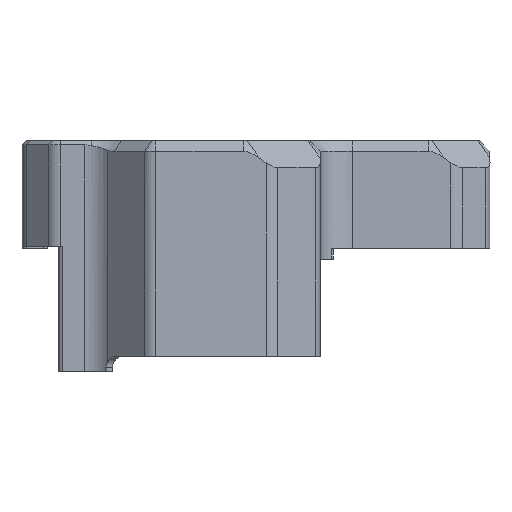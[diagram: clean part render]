
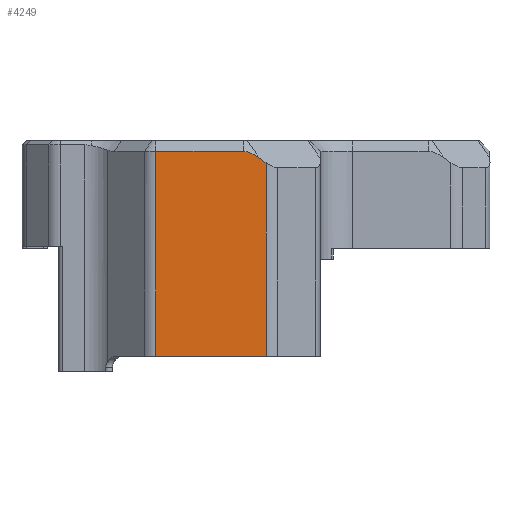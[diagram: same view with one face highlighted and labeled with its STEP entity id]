
A CAD part, front view. The second image highlights one B-rep face of the part: STEP entity #4249.
In plain terms, the highlighted planar face has unit normal (0, -1, 0).
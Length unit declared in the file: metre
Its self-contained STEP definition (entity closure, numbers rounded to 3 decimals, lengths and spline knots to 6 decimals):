
#338=B_SPLINE_CURVE_WITH_KNOTS('',3,(#7435,#7436,#7437,#7438),
 .UNSPECIFIED.,.F.,.F.,(4,4),(0.007223,0.00887),
 .UNSPECIFIED.);
#1050=ORIENTED_EDGE('',*,*,#2088,.T.);
#1051=ORIENTED_EDGE('',*,*,#2089,.T.);
#1052=ORIENTED_EDGE('',*,*,#1773,.T.);
#1053=ORIENTED_EDGE('',*,*,#2043,.T.);
#1054=ORIENTED_EDGE('',*,*,#1775,.F.);
#1055=ORIENTED_EDGE('',*,*,#1684,.T.);
#1684=EDGE_CURVE('',#2315,#2314,#2723,.F.);
#1773=EDGE_CURVE('',#2384,#2383,#2778,.T.);
#1775=EDGE_CURVE('',#2315,#2385,#2779,.T.);
#2043=EDGE_CURVE('',#2383,#2385,#2924,.T.);
#2088=EDGE_CURVE('',#2314,#2608,#338,.T.);
#2089=EDGE_CURVE('',#2608,#2384,#2947,.F.);
#2314=VERTEX_POINT('',#6177);
#2315=VERTEX_POINT('',#6179);
#2383=VERTEX_POINT('',#6411);
#2384=VERTEX_POINT('',#6413);
#2385=VERTEX_POINT('',#6417);
#2608=VERTEX_POINT('',#7439);
#2723=LINE('',#6178,#3103);
#2778=LINE('',#6412,#3158);
#2779=LINE('',#6416,#3159);
#2924=LINE('',#7344,#3304);
#2947=LINE('',#7440,#3327);
#3103=VECTOR('',#4876,1.);
#3158=VECTOR('',#5007,1.);
#3159=VECTOR('',#5012,1.);
#3304=VECTOR('',#5501,1.);
#3327=VECTOR('',#5610,1.);
#3608=EDGE_LOOP('',(#1050,#1051,#1052,#1053,#1054,#1055));
#3882=FACE_BOUND('',#3608,.T.);
#4072=PLANE('',#4649);
#4249=ADVANCED_FACE('',(#3882),#4072,.F.);
#4649=AXIS2_PLACEMENT_3D('',#7434,#5608,#5609);
#4876=DIRECTION('',(0.816,0.,-0.577));
#5007=DIRECTION('',(0.,0.,-1.));
#5012=DIRECTION('',(0.,0.,-1.));
#5501=DIRECTION('',(1.,0.,0.));
#5608=DIRECTION('',(0.,1.,0.));
#5609=DIRECTION('',(-1.,0.,0.));
#5610=DIRECTION('',(1.,0.,0.));
#6177=CARTESIAN_POINT('',(0.072414,0.05376,-0.019621));
#6178=CARTESIAN_POINT('',(0.091806,0.05376,-0.033333));
#6179=CARTESIAN_POINT('',(0.073035,0.05376,-0.020061));
#6411=CARTESIAN_POINT('',(0.062812,0.05376,-0.038));
#6412=CARTESIAN_POINT('',(0.062812,0.05376,-0.0334));
#6413=CARTESIAN_POINT('',(0.062812,0.05376,-0.019));
#6416=CARTESIAN_POINT('',(0.073035,0.05376,-0.0334));
#6417=CARTESIAN_POINT('',(0.073035,0.05376,-0.038));
#7344=CARTESIAN_POINT('',(0.062812,0.05376,-0.038));
#7434=CARTESIAN_POINT('',(0.073657,0.05376,-0.059));
#7435=CARTESIAN_POINT('',(0.072414,0.05376,-0.019621));
#7436=CARTESIAN_POINT('',(0.071965,0.05376,-0.019304));
#7437=CARTESIAN_POINT('',(0.071462,0.05376,-0.019));
#7438=CARTESIAN_POINT('',(0.070914,0.05376,-0.019));
#7439=CARTESIAN_POINT('',(0.070914,0.05376,-0.019));
#7440=CARTESIAN_POINT('',(0.073657,0.05376,-0.019));
